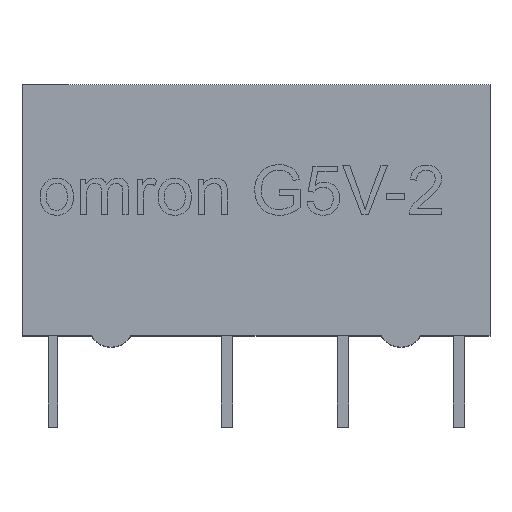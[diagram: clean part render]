
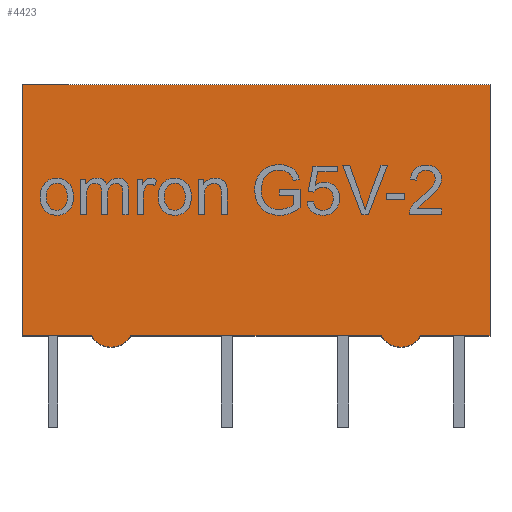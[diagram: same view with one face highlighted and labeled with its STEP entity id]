
A CAD part, top view. The second image highlights one B-rep face of the part: STEP entity #4423.
In plain terms, the highlighted planar face has unit normal (0, 0, 1).
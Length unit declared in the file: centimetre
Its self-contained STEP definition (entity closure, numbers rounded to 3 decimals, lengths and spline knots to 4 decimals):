
#417=CIRCLE($,#4704,0.1);
#418=CIRCLE($,#4705,0.1);
#431=FACE_OUTER_BOUND($,#688,.T.);
#688=EDGE_LOOP($,(#2960,#2961,#2962,#2963,#2964,#2965,#2966,#2967));
#965=LINE($,#5569,#1386);
#967=LINE($,#5573,#1388);
#970=LINE($,#5579,#1391);
#971=LINE($,#5583,#1392);
#972=LINE($,#5587,#1393);
#973=LINE($,#5588,#1394);
#1386=VECTOR($,#4862,1.1);
#1388=VECTOR($,#4866,2.05);
#1391=VECTOR($,#4871,0.3034);
#1392=VECTOR($,#4874,1.0968);
#1393=VECTOR($,#4877,0.3034);
#1394=VECTOR($,#4878,1.1);
#1803=VERTEX_POINT($,#5566);
#1804=VERTEX_POINT($,#5568);
#1805=VERTEX_POINT($,#5572);
#1807=VERTEX_POINT($,#5578);
#1808=VERTEX_POINT($,#5580);
#1809=VERTEX_POINT($,#5582);
#1810=VERTEX_POINT($,#5584);
#1811=VERTEX_POINT($,#5586);
#2261=EDGE_CURVE($,#1804,#1803,#965,.T.);
#2263=EDGE_CURVE($,#1804,#1805,#967,.T.);
#2266=EDGE_CURVE($,#1803,#1807,#970,.T.);
#2267=EDGE_CURVE($,#1807,#1808,#417,.T.);
#2268=EDGE_CURVE($,#1808,#1809,#971,.T.);
#2269=EDGE_CURVE($,#1809,#1810,#418,.T.);
#2270=EDGE_CURVE($,#1810,#1811,#972,.T.);
#2271=EDGE_CURVE($,#1805,#1811,#973,.T.);
#2960=ORIENTED_EDGE($,*,*,#2266,.T.);
#2961=ORIENTED_EDGE($,*,*,#2267,.T.);
#2962=ORIENTED_EDGE($,*,*,#2268,.T.);
#2963=ORIENTED_EDGE($,*,*,#2269,.T.);
#2964=ORIENTED_EDGE($,*,*,#2270,.T.);
#2965=ORIENTED_EDGE($,*,*,#2271,.F.);
#2966=ORIENTED_EDGE($,*,*,#2263,.F.);
#2967=ORIENTED_EDGE($,*,*,#2261,.T.);
#4296=PLANE($,#4703);
#4423=ADVANCED_FACE($,(#431),#4296,.F.);
#4703=AXIS2_PLACEMENT_3D($,#5577,#4869,#4870);
#4704=AXIS2_PLACEMENT_3D($,#5581,#4872,#4873);
#4705=AXIS2_PLACEMENT_3D($,#5585,#4875,#4876);
#4862=DIRECTION($,(0.,-1.,0.));
#4866=DIRECTION($,(1.,0.,0.));
#4869=DIRECTION('center_axis',(0.,0.,-1.));
#4870=DIRECTION('ref_axis',(-1.,0.,0.));
#4871=DIRECTION($,(1.,0.,0.));
#4872=DIRECTION('center_axis',(0.,0.,1.));
#4873=DIRECTION('ref_axis',(1.,0.,0.));
#4874=DIRECTION($,(1.,0.,0.));
#4875=DIRECTION('center_axis',(0.,0.,1.));
#4876=DIRECTION('ref_axis',(-1.,0.,0.));
#4877=DIRECTION($,(1.,0.,0.));
#4878=DIRECTION($,(0.,-1.,0.));
#5566=CARTESIAN_POINT('',(-0.136,0.05,0.124));
#5568=CARTESIAN_POINT('',(-0.136,1.15,0.124));
#5569=CARTESIAN_POINT($,(-0.136,1.15,0.124));
#5572=CARTESIAN_POINT('',(1.914,1.15,0.124));
#5573=CARTESIAN_POINT($,(-0.136,1.15,0.124));
#5577=CARTESIAN_POINT('Origin',(-0.136,1.15,0.124));
#5578=CARTESIAN_POINT('',(0.1674,0.05,0.124));
#5579=CARTESIAN_POINT($,(-0.136,0.05,0.124));
#5580=CARTESIAN_POINT('',(0.3406,0.05,0.124));
#5581=CARTESIAN_POINT('Origin',(0.254,0.1,0.124));
#5582=CARTESIAN_POINT('',(1.4374,0.05,0.124));
#5583=CARTESIAN_POINT($,(-0.136,0.05,0.124));
#5584=CARTESIAN_POINT('',(1.6106,0.05,0.124));
#5585=CARTESIAN_POINT('Origin',(1.524,0.1,0.124));
#5586=CARTESIAN_POINT('',(1.914,0.05,0.124));
#5587=CARTESIAN_POINT($,(-0.136,0.05,0.124));
#5588=CARTESIAN_POINT($,(1.914,1.15,0.124));
